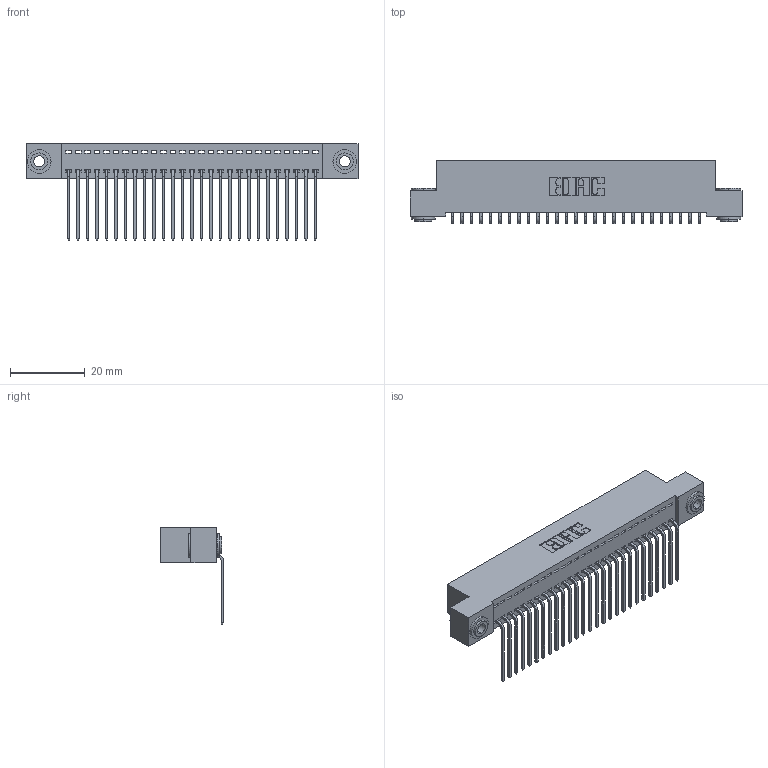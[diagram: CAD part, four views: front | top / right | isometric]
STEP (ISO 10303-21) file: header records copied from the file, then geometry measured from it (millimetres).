
FILE_DESCRIPTION (( 'STEP AP203' ), '1' );
FILE_NAME ('342-027-559-103.STEP', '2019-10-02T02:22:12', ( '' ), ( '' ), 'SwSTEP 2.0', 'SolidWorks 2016', '' );
FILE_SCHEMA (( 'CONFIG_CONTROL_DESIGN' ));
Length unit declared in the file: inch
Products named in the file (4): 342-250-002_345-250-002-102; 342-027-559-103; 342 Part_.156 TH; 345-292-001_558 559 Tail - 1
Assembly tree (30 placements, depth 2):
  342-027-559-103
    342 Part_.156 TH
    345-292-001_558 559 Tail - 1  x27
    342-250-002_345-250-002-102  x2
Bounding box: 88.9 x 16.83 x 25.78 mm (x, y, z)
Volume: 7852.3 mm3; surface area: 11987.7 mm2
Topology: 30 solids, 30 shells, 1768 faces, 5289 edges, 3486 vertices
Faces by surface type: plane 1264, cylinder 496, cone 8
Entity records: 19048 total; most frequent: CARTESIAN_POINT 3266, ORIENTED_EDGE 3222, DIRECTION 2819, EDGE_CURVE 1611, LINE 1459, VECTOR 1459, VERTEX_POINT 1070, AXIS2_PLACEMENT_3D 680
